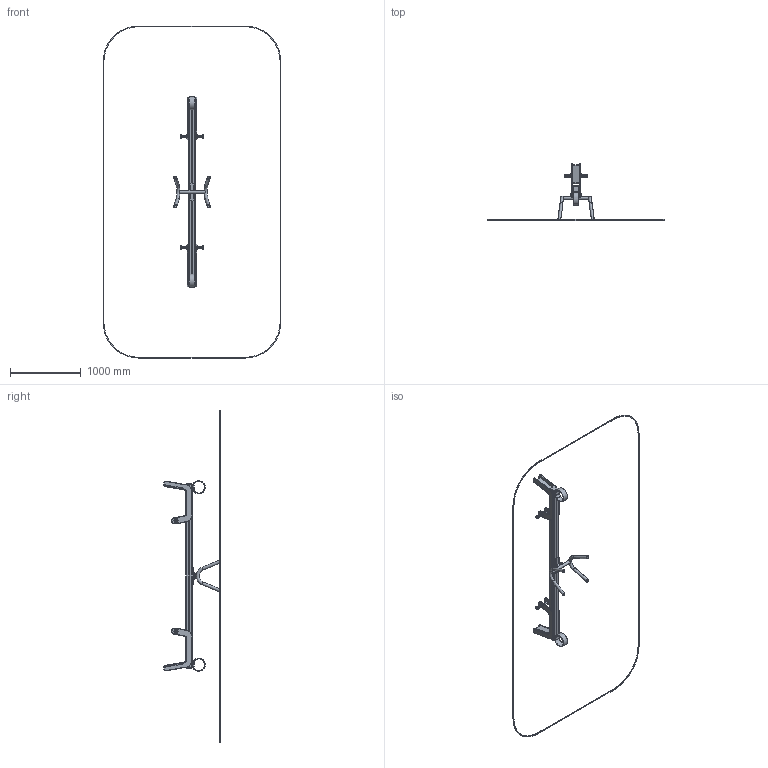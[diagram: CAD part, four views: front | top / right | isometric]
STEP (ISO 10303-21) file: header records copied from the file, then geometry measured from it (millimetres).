
FILE_DESCRIPTION(('STEP AP214'), '1');
FILE_NAME('Êà÷àëêà-áàëàíñèð ÊÁ-29', '', ('UNSPECIFIED'), ('UNSPECIFIED'), 'C3D Converter', 'C3D Toolkit', '');
FILE_SCHEMA(('AUTOMOTIVE_DESIGN { 1 0 10303 214 3 1 1}'));
Length unit declared in the file: millimetre
Products named in the file (26): КБ-29-00.00.00; КБ-29-01.00.00-3020; КБ-29-01.00.01-3020; КБ-29.01.00.01-3020; КБ-29.01.00.02; КБ-29-01.00.03; КБ-29-01.00.04; КБ-29-01.00.05; КБ-29-01.00.02-3020; КБ-29-02.00.02; КБ-29.02.00.01; КБ-29-01.00.02; КИ-01.3-1023; КИ-008.02; КИ-008.01; КБ-29-02.00.00; КБ-29-02.00.01; КБ-01БМ3-02.00.06; КБ-29-02.00.05-3020; КБ-29-00.00.04; КБ-29-02.00.05-3021; КБ-01БМ3-02.01.00-1023; РЧБКК-3020
Assembly tree (42 placements, depth 4):
  КБ-29-00.00.00
    (unnamed)
    КБ-29-01.00.00-3020
      КБ-29-01.00.01-3020
        КБ-29.01.00.01-3020
        КБ-29.01.00.02  x2
        КБ-29-01.00.03
        КБ-29-01.00.03
        КБ-29-01.00.04  x4
        КБ-29-01.00.05  x2
      КБ-29-01.00.02-3020
        КБ-29-02.00.02
        КБ-29.02.00.01
        КБ-29-01.00.02  x4
      КИ-01.3-1023  x2
        КИ-008.02
        КИ-008.01
    КБ-29-02.00.00
      КБ-29-02.00.01
      КБ-01БМ3-02.00.06  x2
      КБ-29-02.00.05-3020  x2
      КБ-29-00.00.04  x2
      КБ-29-02.00.05-3021  x2
      КБ-01БМ3-02.01.00-1023  x2
        (unnamed)
      РЧБКК-3020  x4
Bounding box: 2510 x 799.66 x 4691.1 mm (x, y, z)
Volume: 34812483.3 mm3; surface area: 3419181.3 mm2
Topology: 32 solids, 32 shells, 656 faces, 1408 edges, 790 vertices
Faces by surface type: cylinder 264, plane 200, torus 134, cone 46, sphere 12
Full cylindrical faces by diameter (mm): 1 x4, 11 x4, 12 x2, 12.5 x2, 20 x1, 21.4 x2, 26 x2, 27 x2, 30 x46, 32 x2, 35.6 x5, 40 x1, 42 x5, 47 x4, 58 x4
Entity records: 14236 total; most frequent: CARTESIAN_POINT 3299, DIRECTION 1678, ORIENTED_EDGE 1308, AXIS2_PLACEMENT_3D 687, EDGE_CURVE 654, VERTEX_POINT 420, EDGE_LOOP 416, ADVANCED_FACE 334
